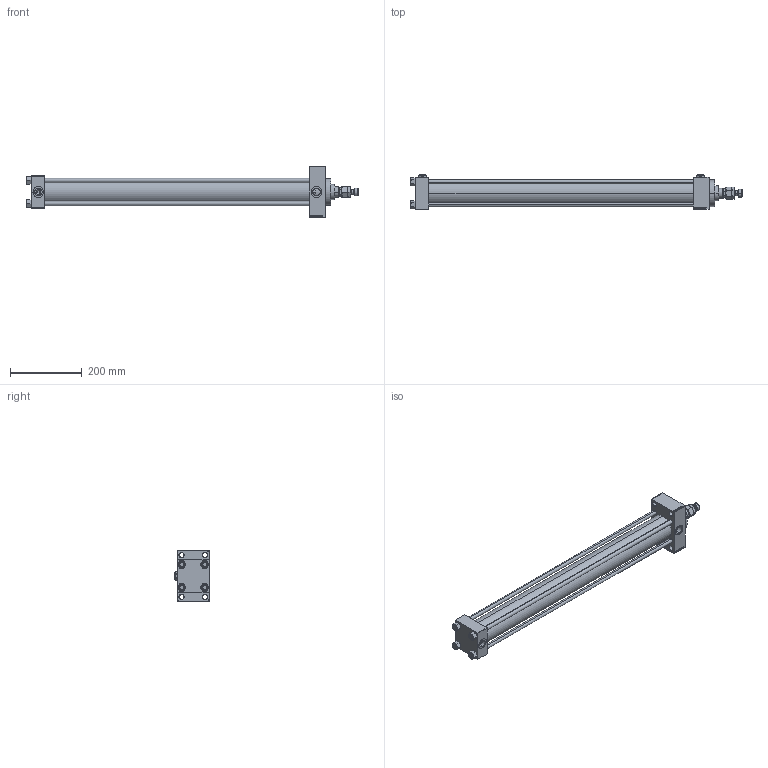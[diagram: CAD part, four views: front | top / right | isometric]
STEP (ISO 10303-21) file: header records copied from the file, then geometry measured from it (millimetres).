
FILE_DESCRIPTION (( 'STEP AP203' ), '1' );
FILE_NAME ('585d.STEP', '2022-04-16T00:28:10', ( '' ), ( '' ), 'SwSTEP 2.0', 'SolidWorks 2019', '' );
FILE_SCHEMA (( 'CONFIG_CONTROL_DESIGN' ));
Length unit declared in the file: millimetre
Products named in the file (8): 585d; V215_VC_A 844603fffd934fdda4248867e83b6711; NUT_M5_D 844603fffd934fdda4248867e83b6711; V215CR_VCP_D 844603fffd934fdda4248867e83b6711; MFA 844603fffd934fdda4248867e83b6711; V215CR_D_TYCINKA 844603fffd934fdda4248867e83b6711; V215CR_D_Body 844603fffd934fdda4248867e83b6711; Zatka_pro_OIL_PORT 844603fffd934fdda4248867e83b6711
Assembly tree (14 placements, depth 2):
  585d
    V215CR_D_Body 844603fffd934fdda4248867e83b6711
    V215CR_VCP_D 844603fffd934fdda4248867e83b6711
    NUT_M5_D 844603fffd934fdda4248867e83b6711  x4
    V215CR_D_TYCINKA 844603fffd934fdda4248867e83b6711  x4
    V215_VC_A 844603fffd934fdda4248867e83b6711
    MFA 844603fffd934fdda4248867e83b6711
    Zatka_pro_OIL_PORT 844603fffd934fdda4248867e83b6711  x2
Bounding box: 928 x 97 x 142 mm (x, y, z)
Volume: 2273246.1 mm3; surface area: 653088.9 mm2
Topology: 14 solids, 14 shells, 1265 faces, 3106 edges, 1989 vertices
Faces by surface type: plane 563, bspline 368, cone 214, cylinder 108, torus 12
Entity records: 51168 total; most frequent: CARTESIAN_POINT 26300, ORIENTED_EDGE 5512, DIRECTION 3696, EDGE_CURVE 2756, VERTEX_POINT 1787, VECTOR 1578, LINE 1578, EDGE_LOOP 1245
